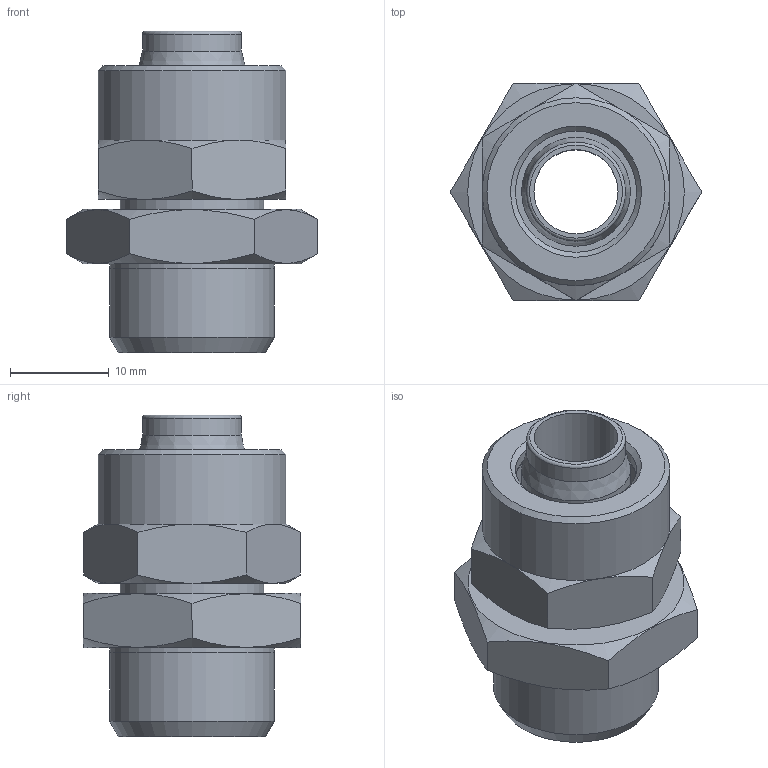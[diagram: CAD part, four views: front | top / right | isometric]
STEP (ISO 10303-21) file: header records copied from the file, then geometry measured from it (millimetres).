
FILE_DESCRIPTION(/* description */ ('Unknown'),/* implementation_level */ '2;1');
FILE_NAME(/* name */ 'D1513381210NI',/* time_stamp */ '2019-01-21T10:34:26+01:00',/* author */ ('UNIC_S.R.L.'),/* organization */ ('Unknown'),/* preprocessor_version */ 'ST-DEVELOPER v16.7',/* originating_system */ 'DEX',/* authorisation */ $);
FILE_SCHEMA (('AUTOMOTIVE_DESIGN {1 0 10303 214 3 1 1}'));
Length unit declared in the file: millimetre
Products named in the file (3): D1513381210NI; D1513381210CNI; D1701210NI
Assembly tree (2 placements, depth 2):
  D1513381210NI
    D1513381210CNI
    D1701210NI
Bounding box: 25.4 x 22 x 32.5 mm (x, y, z)
Volume: 6057 mm3; surface area: 4981 mm2
Topology: 2 solids, 2 shells, 57 faces, 120 edges, 71 vertices
Faces by surface type: cone 23, plane 20, cylinder 12, torus 2
Full cylindrical faces by diameter (mm): 8.5 x1, 10 x1, 11 x1, 11.25 x1, 12.25 x1, 14.5 x1, 15 x2, 16 x1, 16.662 x2, 19 x1
Entity records: 1877 total; most frequent: CARTESIAN_POINT 358, DIRECTION 218, ORIENTED_EDGE 182, AXIS2_PLACEMENT_3D 103, EDGE_CURVE 91, EDGE_LOOP 90, FACE_BOUND 90, VERTEX_POINT 67
